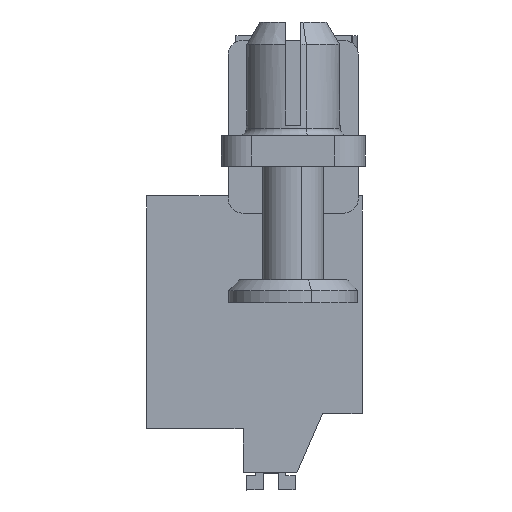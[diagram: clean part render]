
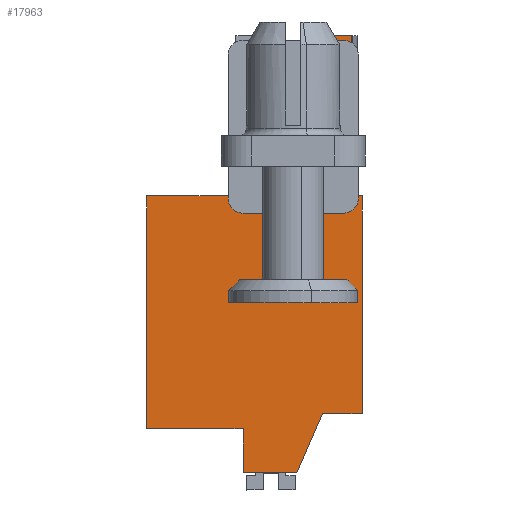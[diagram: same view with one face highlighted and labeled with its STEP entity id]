
A CAD part, left-side view. The second image highlights one B-rep face of the part: STEP entity #17963.
In plain terms, the highlighted planar face has unit normal (-1, 0, 0).
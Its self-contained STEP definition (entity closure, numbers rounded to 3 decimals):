
#17907=AXIS2_PLACEMENT_3D('Plane Axis2P3D',#17904,#17905,#17906) ;
#316=CARTESIAN_POINT('Vertex',(12.107,7.9,1.143)) ;
#319=CARTESIAN_POINT('Line Origine',(12.107,7.9,2.593)) ;
#323=CARTESIAN_POINT('Vertex',(12.107,7.9,4.043)) ;
#457=CARTESIAN_POINT('Vertex',(12.107,0.05,5.043)) ;
#460=CARTESIAN_POINT('Line Origine',(12.107,1.35,5.043)) ;
#464=CARTESIAN_POINT('Vertex',(12.107,2.65,5.043)) ;
#1258=CARTESIAN_POINT('Line Origine',(12.107,11.075,4.043)) ;
#1262=CARTESIAN_POINT('Vertex',(12.107,14.25,4.043)) ;
#2215=CARTESIAN_POINT('Vertex',(12.107,0.05,19.383)) ;
#2218=CARTESIAN_POINT('Line Origine',(12.107,0.05,12.213)) ;
#2960=CARTESIAN_POINT('Line Origine',(12.107,14.25,11.713)) ;
#2964=CARTESIAN_POINT('Vertex',(12.107,14.25,19.383)) ;
#3845=CARTESIAN_POINT('Line Origine',(12.107,11.134,19.383)) ;
#3849=CARTESIAN_POINT('Vertex',(12.107,8.018,19.383)) ;
#3869=CARTESIAN_POINT('Line Origine',(12.108,8.018,19.96)) ;
#3873=CARTESIAN_POINT('Vertex',(12.108,8.018,20.538)) ;
#4468=CARTESIAN_POINT('Vertex',(12.108,1.898,29.933)) ;
#4471=CARTESIAN_POINT('Line Origine',(12.108,1.335,29.933)) ;
#4475=CARTESIAN_POINT('Vertex',(12.108,0.773,29.933)) ;
#4993=CARTESIAN_POINT('Vertex',(12.107,0.773,19.383)) ;
#4996=CARTESIAN_POINT('Line Origine',(12.107,0.411,19.383)) ;
#17878=CARTESIAN_POINT('Line Origine',(12.107,3.5,3.093)) ;
#17882=CARTESIAN_POINT('Vertex',(12.108,4.35,1.143)) ;
#17904=CARTESIAN_POINT('Axis2P3D Location',(12.108,6.85,19.383)) ;
#17909=CARTESIAN_POINT('Line Origine',(12.108,0.773,24.658)) ;
#17914=CARTESIAN_POINT('Line Origine',(12.108,1.898,28.63)) ;
#17918=CARTESIAN_POINT('Vertex',(12.108,1.898,27.328)) ;
#17921=CARTESIAN_POINT('Line Origine',(12.108,1.473,27.328)) ;
#17925=CARTESIAN_POINT('Vertex',(12.108,1.048,27.328)) ;
#17928=CARTESIAN_POINT('Line Origine',(12.108,1.048,23.933)) ;
#17932=CARTESIAN_POINT('Vertex',(12.108,1.048,20.538)) ;
#17935=CARTESIAN_POINT('Line Origine',(12.108,4.533,20.538)) ;
#17940=CARTESIAN_POINT('Line Origine',(12.108,6.125,1.143)) ;
#320=DIRECTION('Vector Direction',(0.,0.,-1.)) ;
#461=DIRECTION('Vector Direction',(0.,-1.,0.)) ;
#1259=DIRECTION('Vector Direction',(0.,-1.,0.)) ;
#2219=DIRECTION('Vector Direction',(0.,0.,1.)) ;
#2961=DIRECTION('Vector Direction',(0.,0.,-1.)) ;
#3846=DIRECTION('Vector Direction',(0.,1.,0.)) ;
#3870=DIRECTION('Vector Direction',(0.,0.,-1.)) ;
#4472=DIRECTION('Vector Direction',(0.,1.,0.)) ;
#4997=DIRECTION('Vector Direction',(0.,1.,0.)) ;
#17879=DIRECTION('Vector Direction',(0.,-0.4,0.917)) ;
#17905=DIRECTION('Axis2P3D Direction',(-1.,0.,0.)) ;
#17906=DIRECTION('Axis2P3D XDirection',(0.,1.,0.)) ;
#17910=DIRECTION('Vector Direction',(0.,0.,-1.)) ;
#17915=DIRECTION('Vector Direction',(0.,0.,1.)) ;
#17922=DIRECTION('Vector Direction',(0.,-1.,0.)) ;
#17929=DIRECTION('Vector Direction',(0.,0.,1.)) ;
#17936=DIRECTION('Vector Direction',(0.,1.,0.)) ;
#17941=DIRECTION('Vector Direction',(0.,-1.,0.)) ;
#321=VECTOR('Line Direction',#320,1.) ;
#462=VECTOR('Line Direction',#461,1.) ;
#1260=VECTOR('Line Direction',#1259,1.) ;
#2220=VECTOR('Line Direction',#2219,1.) ;
#2962=VECTOR('Line Direction',#2961,1.) ;
#3847=VECTOR('Line Direction',#3846,1.) ;
#3871=VECTOR('Line Direction',#3870,1.) ;
#4473=VECTOR('Line Direction',#4472,1.) ;
#4998=VECTOR('Line Direction',#4997,1.) ;
#17880=VECTOR('Line Direction',#17879,1.) ;
#17911=VECTOR('Line Direction',#17910,1.) ;
#17916=VECTOR('Line Direction',#17915,1.) ;
#17923=VECTOR('Line Direction',#17922,1.) ;
#17930=VECTOR('Line Direction',#17929,1.) ;
#17937=VECTOR('Line Direction',#17936,1.) ;
#17942=VECTOR('Line Direction',#17941,1.) ;
#17946=ORIENTED_EDGE('',*,*,#5000,.T.) ;
#17947=ORIENTED_EDGE('',*,*,#17913,.F.) ;
#17948=ORIENTED_EDGE('',*,*,#4477,.T.) ;
#17949=ORIENTED_EDGE('',*,*,#17920,.T.) ;
#17950=ORIENTED_EDGE('',*,*,#17927,.T.) ;
#17951=ORIENTED_EDGE('',*,*,#17934,.T.) ;
#17952=ORIENTED_EDGE('',*,*,#17939,.T.) ;
#17953=ORIENTED_EDGE('',*,*,#3875,.F.) ;
#17954=ORIENTED_EDGE('',*,*,#3851,.T.) ;
#17955=ORIENTED_EDGE('',*,*,#2966,.T.) ;
#17956=ORIENTED_EDGE('',*,*,#1264,.T.) ;
#17957=ORIENTED_EDGE('',*,*,#325,.T.) ;
#17958=ORIENTED_EDGE('',*,*,#17944,.T.) ;
#17959=ORIENTED_EDGE('',*,*,#17884,.T.) ;
#17960=ORIENTED_EDGE('',*,*,#466,.T.) ;
#17961=ORIENTED_EDGE('',*,*,#2222,.T.) ;
#17963=ADVANCED_FACE('HOUSING',(#17962),#17908,.T.) ;
#325=EDGE_CURVE('',#324,#317,#322,.T.) ;
#466=EDGE_CURVE('',#465,#458,#463,.T.) ;
#1264=EDGE_CURVE('',#1263,#324,#1261,.T.) ;
#2222=EDGE_CURVE('',#458,#2216,#2221,.T.) ;
#2966=EDGE_CURVE('',#2965,#1263,#2963,.T.) ;
#3851=EDGE_CURVE('',#3850,#2965,#3848,.T.) ;
#3875=EDGE_CURVE('',#3850,#3874,#3872,.F.) ;
#4477=EDGE_CURVE('',#4476,#4469,#4474,.T.) ;
#5000=EDGE_CURVE('',#2216,#4994,#4999,.T.) ;
#17884=EDGE_CURVE('',#17883,#465,#17881,.T.) ;
#17913=EDGE_CURVE('',#4476,#4994,#17912,.T.) ;
#17920=EDGE_CURVE('',#4469,#17919,#17917,.F.) ;
#17927=EDGE_CURVE('',#17919,#17926,#17924,.T.) ;
#17934=EDGE_CURVE('',#17926,#17933,#17931,.F.) ;
#17939=EDGE_CURVE('',#17933,#3874,#17938,.T.) ;
#17944=EDGE_CURVE('',#317,#17883,#17943,.T.) ;
#17945=EDGE_LOOP('',(#17946,#17947,#17948,#17949,#17950,#17951,#17952,#17953,#17954,#17955,#17956,#17957,#17958,#17959,#17960,#17961)) ;
#17962=FACE_OUTER_BOUND('',#17945,.T.) ;
#322=LINE('Line',#319,#321) ;
#463=LINE('Line',#460,#462) ;
#1261=LINE('Line',#1258,#1260) ;
#2221=LINE('Line',#2218,#2220) ;
#2963=LINE('Line',#2960,#2962) ;
#3848=LINE('Line',#3845,#3847) ;
#3872=LINE('Line',#3869,#3871) ;
#4474=LINE('Line',#4471,#4473) ;
#4999=LINE('Line',#4996,#4998) ;
#17881=LINE('Line',#17878,#17880) ;
#17912=LINE('Line',#17909,#17911) ;
#17917=LINE('Line',#17914,#17916) ;
#17924=LINE('Line',#17921,#17923) ;
#17931=LINE('Line',#17928,#17930) ;
#17938=LINE('Line',#17935,#17937) ;
#17943=LINE('Line',#17940,#17942) ;
#17908=PLANE('',#17907) ;
#317=VERTEX_POINT('',#316) ;
#324=VERTEX_POINT('',#323) ;
#458=VERTEX_POINT('',#457) ;
#465=VERTEX_POINT('',#464) ;
#1263=VERTEX_POINT('',#1262) ;
#2216=VERTEX_POINT('',#2215) ;
#2965=VERTEX_POINT('',#2964) ;
#3850=VERTEX_POINT('',#3849) ;
#3874=VERTEX_POINT('',#3873) ;
#4469=VERTEX_POINT('',#4468) ;
#4476=VERTEX_POINT('',#4475) ;
#4994=VERTEX_POINT('',#4993) ;
#17883=VERTEX_POINT('',#17882) ;
#17919=VERTEX_POINT('',#17918) ;
#17926=VERTEX_POINT('',#17925) ;
#17933=VERTEX_POINT('',#17932) ;
